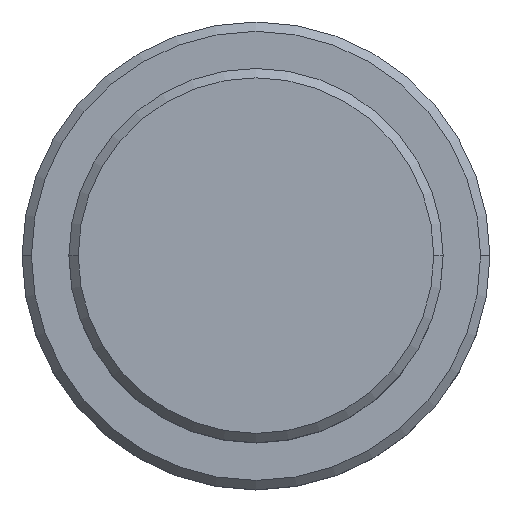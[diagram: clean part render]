
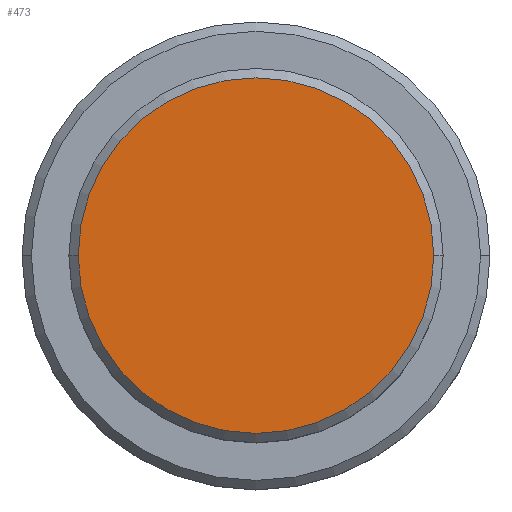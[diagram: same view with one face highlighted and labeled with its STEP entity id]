
A CAD part, top view. The second image highlights one B-rep face of the part: STEP entity #473.
In plain terms, the highlighted planar face has unit normal (0, 0, 1).
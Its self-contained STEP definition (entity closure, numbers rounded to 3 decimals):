
#1 = ORIENTED_EDGE ( 'NONE', *, *, #22, .T. ) ;
#8 = ORIENTED_EDGE ( 'NONE', *, *, #1256, .T. ) ;
#22 = EDGE_CURVE ( 'NONE', #1206, #831, #813, .T. ) ;
#95 = EDGE_LOOP ( 'NONE', ( #1, #8 ) ) ;
#138 = CARTESIAN_POINT ( 'NONE',  ( -9.5, 0., 0. ) ) ;
#155 = CARTESIAN_POINT ( 'NONE',  ( 0., 0., 0. ) ) ;
#215 = DIRECTION ( 'NONE',  ( 0., 0., 1. ) ) ;
#225 = DIRECTION ( 'NONE',  ( 1., 0., 0. ) ) ;
#276 = PLANE ( 'NONE',  #978 ) ;
#473 = ADVANCED_FACE ( 'NONE', ( #932 ), #276, .T. ) ;
#554 = CARTESIAN_POINT ( 'NONE',  ( 9.5, 0., 0. ) ) ;
#604 = DIRECTION ( 'NONE',  ( 1., 0., 0. ) ) ;
#605 = AXIS2_PLACEMENT_3D ( 'NONE', #155, #802, #808 ) ;
#650 = CIRCLE ( 'NONE', #1357, 9.5 ) ;
#802 = DIRECTION ( 'NONE',  ( 0., 0., 1. ) ) ;
#808 = DIRECTION ( 'NONE',  ( 1., 0., 0. ) ) ;
#813 = CIRCLE ( 'NONE', #605, 9.5 ) ;
#831 = VERTEX_POINT ( 'NONE', #554 ) ;
#932 = FACE_OUTER_BOUND ( 'NONE', #95, .T. ) ;
#978 = AXIS2_PLACEMENT_3D ( 'NONE', #1145, #1134, #604 ) ;
#1134 = DIRECTION ( 'NONE',  ( 0., 0., 1. ) ) ;
#1145 = CARTESIAN_POINT ( 'NONE',  ( 0., 0., 0. ) ) ;
#1206 = VERTEX_POINT ( 'NONE', #138 ) ;
#1256 = EDGE_CURVE ( 'NONE', #831, #1206, #650, .T. ) ;
#1316 = CARTESIAN_POINT ( 'NONE',  ( 0., 0., 0. ) ) ;
#1357 = AXIS2_PLACEMENT_3D ( 'NONE', #1316, #215, #225 ) ;
